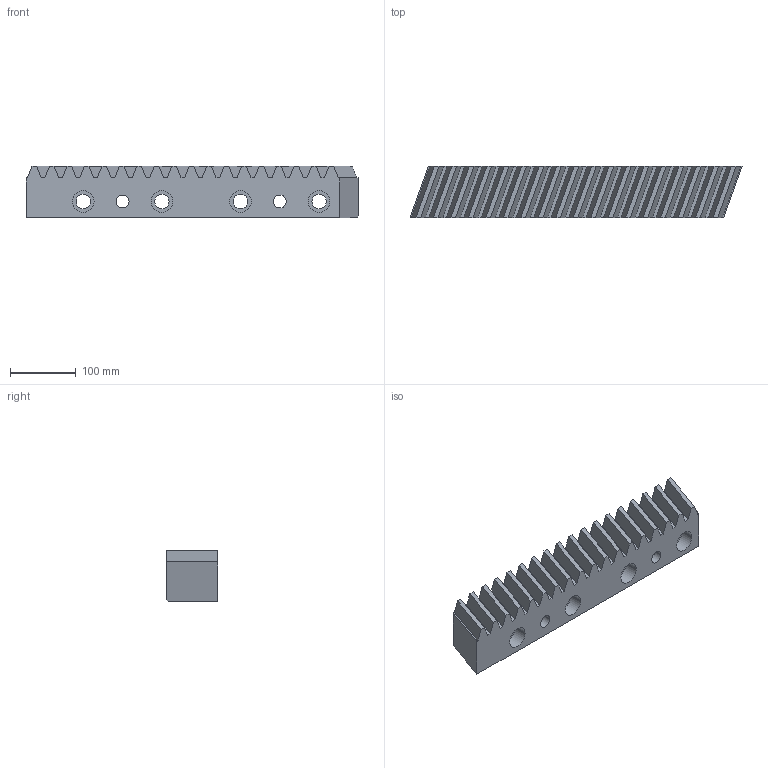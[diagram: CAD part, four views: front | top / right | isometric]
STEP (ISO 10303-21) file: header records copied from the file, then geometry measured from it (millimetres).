
FILE_DESCRIPTION(('STEP AP214'),'1');
FILE_NAME('143-080-405.stp','2017-10-09T08:05:22',('TraceParts'),('TraceParts S.A.'),'Spatial InterOp 3D',' ',' ');
FILE_SCHEMA(('automotive_design'));
Length unit declared in the file: millimetre
Products named in the file (1): 143-080-405
Bounding box: 506.68 x 79 x 79 mm (x, y, z)
Volume: 2457349.4 mm3; surface area: 220834.2 mm2
Topology: 1 solids, 1 shells, 103 faces, 291 edges, 194 vertices
Faces by surface type: plane 83, cylinder 20
Entity records: 4178 total; most frequent: CARTESIAN_POINT 589, ORIENTED_EDGE 582, DIRECTION 539, EDGE_CURVE 291, LINE 251, VECTOR 251, VERTEX_POINT 194, AXIS2_PLACEMENT_3D 144
